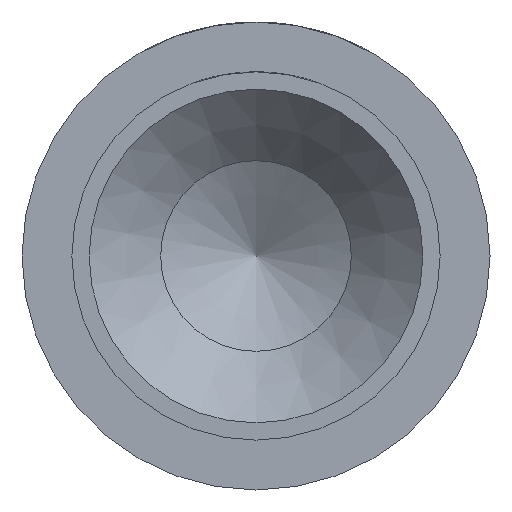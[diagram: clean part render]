
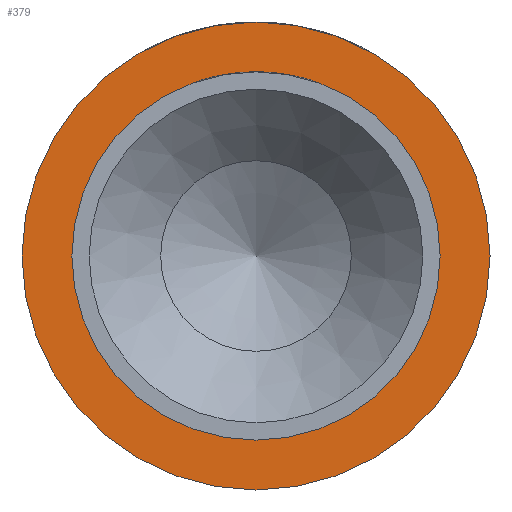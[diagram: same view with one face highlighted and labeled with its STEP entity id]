
A CAD part, left-side view. The second image highlights one B-rep face of the part: STEP entity #379.
In plain terms, the highlighted planar face has unit normal (-1, 0, 0).
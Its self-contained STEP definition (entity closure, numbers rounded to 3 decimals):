
#257=PLANE('',#835);
#273=CIRCLE('',#822,1.08);
#280=CIRCLE('',#834,0.85);
#353=FACE_BOUND('',#449,.T.);
#354=FACE_BOUND('',#450,.T.);
#379=ADVANCED_FACE('',(#353,#354),#257,.F.);
#449=EDGE_LOOP('',(#524));
#450=EDGE_LOOP('',(#525));
#524=ORIENTED_EDGE('',*,*,#689,.F.);
#525=ORIENTED_EDGE('',*,*,#704,.T.);
#635=VERTEX_POINT('',#1031);
#650=VERTEX_POINT('',#1076);
#689=EDGE_CURVE('',#635,#635,#273,.T.);
#704=EDGE_CURVE('',#650,#650,#280,.T.);
#822=AXIS2_PLACEMENT_3D('',#1030,#876,#877);
#834=AXIS2_PLACEMENT_3D('',#1075,#906,#907);
#835=AXIS2_PLACEMENT_3D('',#1077,#908,#909);
#876=DIRECTION('',(1.,0.,0.));
#877=DIRECTION('',(0.,0.,-1.));
#906=DIRECTION('',(1.,0.,0.));
#907=DIRECTION('',(0.,0.,-1.));
#908=DIRECTION('',(1.,0.,0.));
#909=DIRECTION('',(0.,0.,1.));
#1030=CARTESIAN_POINT('',(0.,0.,0.));
#1031=CARTESIAN_POINT('',(0.,0.,-1.08));
#1075=CARTESIAN_POINT('',(0.,0.,0.));
#1076=CARTESIAN_POINT('',(0.,0.,-0.85));
#1077=CARTESIAN_POINT('',(0.,0.,0.85));
